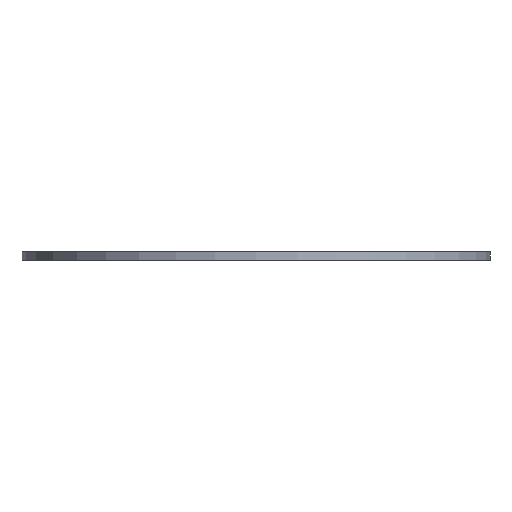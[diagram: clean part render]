
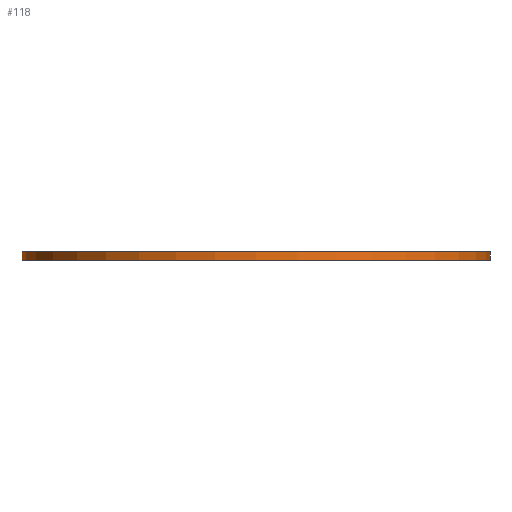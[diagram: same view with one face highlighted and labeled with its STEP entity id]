
A CAD part, front view. The second image highlights one B-rep face of the part: STEP entity #118.
In plain terms, the highlighted cylindrical face has radius 275 mm (diameter 550 mm), a full revolution.
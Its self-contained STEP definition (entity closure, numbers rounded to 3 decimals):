
#34=CYLINDRICAL_SURFACE('',#2004,275.);
#118=ADVANCED_FACE('',(#371,#372),#34,.T.);
#371=FACE_BOUND('',#709,.T.);
#372=FACE_BOUND('',#710,.T.);
#709=EDGE_LOOP('',(#1047));
#710=EDGE_LOOP('',(#1048));
#1047=ORIENTED_EDGE('',*,*,#1554,.T.);
#1048=ORIENTED_EDGE('',*,*,#1555,.T.);
#1385=VERTEX_POINT('',#3028);
#1386=VERTEX_POINT('',#3030);
#1554=EDGE_CURVE('',#1385,#1385,#1736,.T.);
#1555=EDGE_CURVE('',#1386,#1386,#1737,.T.);
#1736=CIRCLE('',#2002,275.);
#1737=CIRCLE('',#2003,275.);
#2002=AXIS2_PLACEMENT_3D('',#3027,#2416,#2417);
#2003=AXIS2_PLACEMENT_3D('',#3029,#2418,#2419);
#2004=AXIS2_PLACEMENT_3D('',#3031,#2420,#2421);
#2416=DIRECTION('',(0.,0.,1.));
#2417=DIRECTION('',(-1.,0.,0.));
#2418=DIRECTION('',(0.,0.,-1.));
#2419=DIRECTION('',(1.,0.,0.));
#2420=DIRECTION('',(0.,0.,1.));
#2421=DIRECTION('',(1.,0.,0.));
#3027=CARTESIAN_POINT('',(0.,0.,0.2));
#3028=CARTESIAN_POINT('',(-275.,0.,0.2));
#3029=CARTESIAN_POINT('',(0.,0.,9.8));
#3030=CARTESIAN_POINT('',(275.,0.,9.8));
#3031=CARTESIAN_POINT('',(0.,0.,0.));
